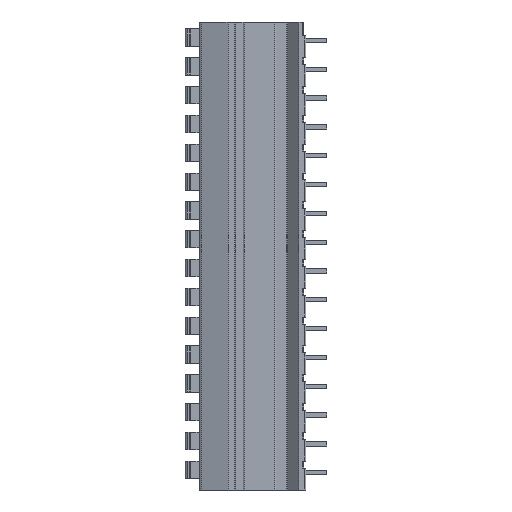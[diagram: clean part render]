
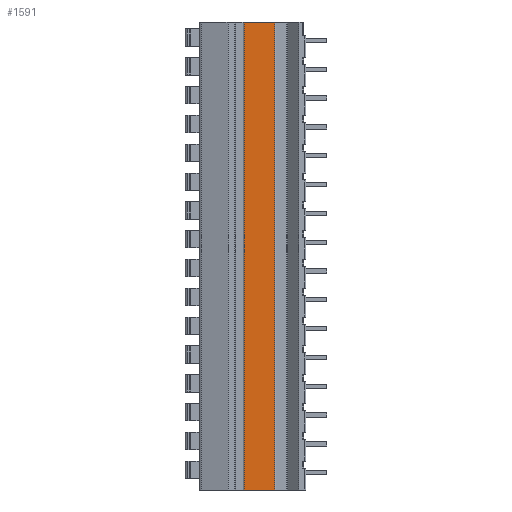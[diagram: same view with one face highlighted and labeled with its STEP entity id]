
A CAD part, left-side view. The second image highlights one B-rep face of the part: STEP entity #1591.
In plain terms, the highlighted planar face has unit normal (-1, 0, 0).
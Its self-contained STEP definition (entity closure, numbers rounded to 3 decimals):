
#1591 = ADVANCED_FACE( '', ( #4160 ), #4161, .F. );
#4160 = FACE_OUTER_BOUND( '', #7768, .T. );
#4161 = PLANE( '', #7769 );
#7768 = EDGE_LOOP( '', ( #12614, #12615, #12616, #12617 ) );
#7769 = AXIS2_PLACEMENT_3D( '', #12618, #12619, #12620 );
#12614 = ORIENTED_EDGE( '', *, *, #23227, .T. );
#12615 = ORIENTED_EDGE( '', *, *, #23228, .F. );
#12616 = ORIENTED_EDGE( '', *, *, #22889, .F. );
#12617 = ORIENTED_EDGE( '', *, *, #23229, .T. );
#12618 = CARTESIAN_POINT( '', ( -17., 10.3, 80. ) );
#12619 = DIRECTION( '', ( 1., 0., 0. ) );
#12620 = DIRECTION( '', ( 0., 0., -1. ) );
#22889 = EDGE_CURVE( '', #28013, #28014, #28015, .T. );
#23227 = EDGE_CURVE( '', #28592, #28593, #28594, .T. );
#23228 = EDGE_CURVE( '', #28014, #28593, #28595, .T. );
#23229 = EDGE_CURVE( '', #28013, #28592, #28596, .T. );
#28013 = VERTEX_POINT( '', #35231 );
#28014 = VERTEX_POINT( '', #35232 );
#28015 = LINE( '', #35233, #35234 );
#28592 = VERTEX_POINT( '', #36051 );
#28593 = VERTEX_POINT( '', #36052 );
#28594 = LINE( '', #36053, #36054 );
#28595 = LINE( '', #36055, #36056 );
#28596 = LINE( '', #36057, #36058 );
#35231 = CARTESIAN_POINT( '', ( -17., 10.3, 81.2 ) );
#35232 = CARTESIAN_POINT( '', ( -17., 4.983, 81.2 ) );
#35233 = CARTESIAN_POINT( '', ( -17., 10.3, 81.2 ) );
#35234 = VECTOR( '', #43482, 1000. );
#36051 = CARTESIAN_POINT( '', ( -17., 10.3, 0. ) );
#36052 = CARTESIAN_POINT( '', ( -17., 4.983, 0. ) );
#36053 = CARTESIAN_POINT( '', ( -17., 10.3, 0. ) );
#36054 = VECTOR( '', #43864, 1000. );
#36055 = CARTESIAN_POINT( '', ( -17., 4.983, 80. ) );
#36056 = VECTOR( '', #43865, 1000. );
#36057 = CARTESIAN_POINT( '', ( -17., 10.3, 80. ) );
#36058 = VECTOR( '', #43866, 1000. );
#43482 = DIRECTION( '', ( 0., -1., 0. ) );
#43864 = DIRECTION( '', ( 0., -1., 0. ) );
#43865 = DIRECTION( '', ( 0., 0., -1. ) );
#43866 = DIRECTION( '', ( 0., 0., -1. ) );
